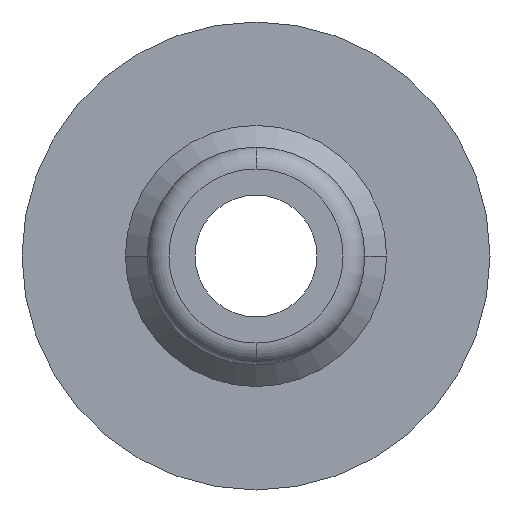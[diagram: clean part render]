
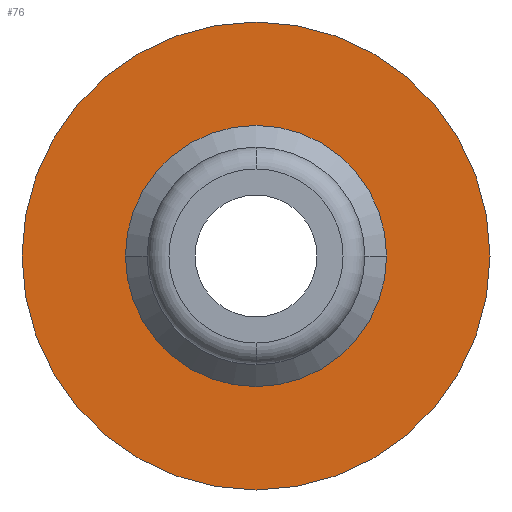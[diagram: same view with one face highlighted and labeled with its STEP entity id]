
A CAD part, front view. The second image highlights one B-rep face of the part: STEP entity #76.
In plain terms, the highlighted planar face has unit normal (0, -1, 0).
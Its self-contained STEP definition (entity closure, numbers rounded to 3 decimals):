
#76=ADVANCED_FACE('',(#194,#195),#196,.T.);
#194=FACE_OUTER_BOUND('',#359,.T.);
#195=FACE_BOUND('',#360,.T.);
#196=PLANE('',#361);
#359=EDGE_LOOP('',(#523,#524));
#360=EDGE_LOOP('',(#525,#526));
#361=AXIS2_PLACEMENT_3D('',#527,#528,#529);
#523=ORIENTED_EDGE('',*,*,#922,.F.);
#524=ORIENTED_EDGE('',*,*,#926,.F.);
#525=ORIENTED_EDGE('',*,*,#927,.F.);
#526=ORIENTED_EDGE('',*,*,#928,.F.);
#527=CARTESIAN_POINT('',(5.375,20.0,0.0));
#528=DIRECTION('',(-0.0,-1.0,-0.0));
#529=DIRECTION('',(-1.0,0.0,0.0));
#922=EDGE_CURVE('',#1074,#1077,#1078,.T.);
#926=EDGE_CURVE('',#1077,#1074,#1083,.T.);
#927=EDGE_CURVE('',#1084,#1085,#1086,.T.);
#928=EDGE_CURVE('',#1085,#1084,#1087,.T.);
#1074=VERTEX_POINT('',#1288);
#1077=VERTEX_POINT('',#1292);
#1078=CIRCLE('',#1293,10.75);
#1083=CIRCLE('',#1299,10.75);
#1084=VERTEX_POINT('',#1300);
#1085=VERTEX_POINT('',#1301);
#1086=CIRCLE('',#1302,6.0);
#1087=CIRCLE('',#1303,6.0);
#1288=CARTESIAN_POINT('',(10.75,20.0,0.0));
#1292=CARTESIAN_POINT('',(-10.75,20.0,0.));
#1293=AXIS2_PLACEMENT_3D('',#1542,#1543,#1544);
#1299=AXIS2_PLACEMENT_3D('',#1549,#1550,#1551);
#1300=CARTESIAN_POINT('',(-6.0,20.0,0.));
#1301=CARTESIAN_POINT('',(6.0,20.0,0.));
#1302=AXIS2_PLACEMENT_3D('',#1552,#1553,#1554);
#1303=AXIS2_PLACEMENT_3D('',#1555,#1556,#1557);
#1542=CARTESIAN_POINT('',(0.0,20.0,0.0));
#1543=DIRECTION('',(-0.0,1.0,0.0));
#1544=DIRECTION('',(1.0,0.0,0.0));
#1549=CARTESIAN_POINT('',(0.0,20.0,0.0));
#1550=DIRECTION('',(-0.0,1.0,0.0));
#1551=DIRECTION('',(1.0,0.0,0.0));
#1552=CARTESIAN_POINT('',(0.0,20.0,0.0));
#1553=DIRECTION('',(0.0,-1.0,0.0));
#1554=DIRECTION('',(1.0,0.0,0.0));
#1555=CARTESIAN_POINT('',(0.0,20.0,0.0));
#1556=DIRECTION('',(0.0,-1.0,0.0));
#1557=DIRECTION('',(1.0,0.0,0.0));
